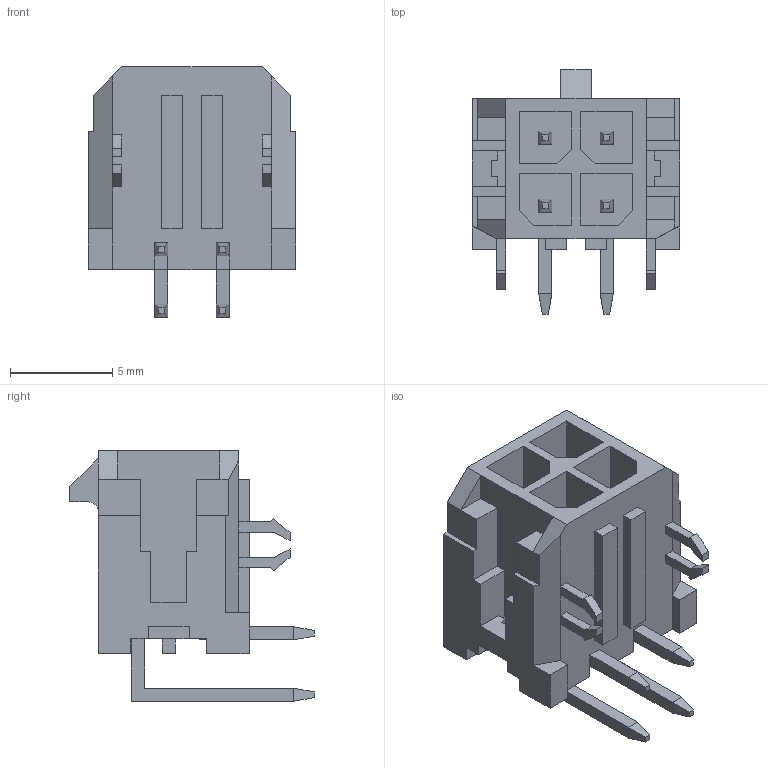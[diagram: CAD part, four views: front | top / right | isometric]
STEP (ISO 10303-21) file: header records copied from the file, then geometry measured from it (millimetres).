
FILE_DESCRIPTION((''),'2;1');
FILE_NAME('430450423','2014-09-03T',('me'),(''),'PRO/ENGINEER BY PARAMETRIC TECHNOLOGY CORPORATION, 2011490','PRO/ENGINEER BY PARAMETRIC TECHNOLOGY CORPORATION, 2011490','');
FILE_SCHEMA(('CONFIG_CONTROL_DESIGN'));
Length unit declared in the file: millimetre
Products named in the file (1): 430450423
Bounding box: 10.15 x 11.94 x 12.24 mm (x, y, z)
Volume: 438.1 mm3; surface area: 956.5 mm2
Topology: 1 solids, 1 shells, 274 faces, 718 edges, 458 vertices
Faces by surface type: plane 273, cylinder 1
Entity records: 8189 total; most frequent: CARTESIAN_POINT 1437, ORIENTED_EDGE 1410, DIRECTION 1282, EDGE_CURVE 705, VECTOR 704, LINE 704, VERTEX_POINT 444, AXIS2_PLACEMENT_3D 289
